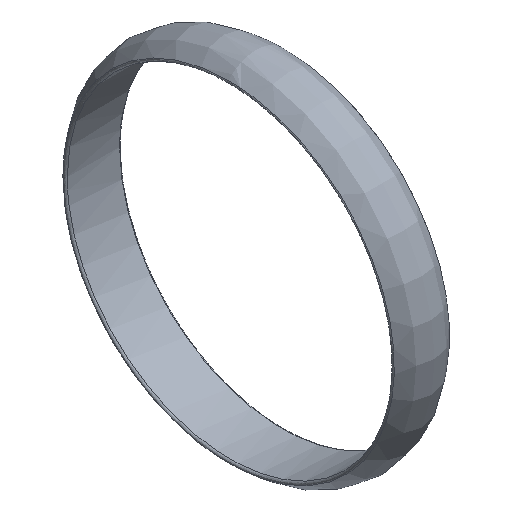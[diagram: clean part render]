
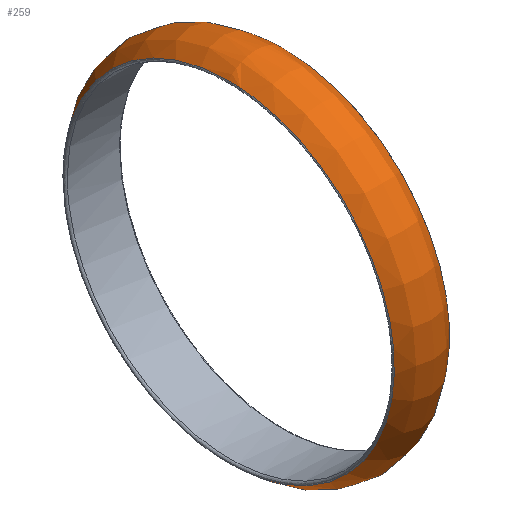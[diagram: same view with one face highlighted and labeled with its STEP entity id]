
A CAD part, isometric view. The second image highlights one B-rep face of the part: STEP entity #259.
In plain terms, the highlighted free-form (B-spline) face has degree [2, 2] with [5, 9] control points.
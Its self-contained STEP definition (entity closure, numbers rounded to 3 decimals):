
#21 = EDGE_CURVE('',#22,#24,#26,.T.);
#22 = VERTEX_POINT('',#23);
#23 = CARTESIAN_POINT('',(-1.306,7.854,
    0.));
#24 = VERTEX_POINT('',#25);
#25 = CARTESIAN_POINT('',(-1.306,0.,7.854));
#26 = ( BOUNDED_CURVE() B_SPLINE_CURVE(2,(#27,#28,#29,#30,#31,#32,#33),
.UNSPECIFIED.,.F.,.F.) B_SPLINE_CURVE_WITH_KNOTS((3,2,2,3),(
    -3.142,-1.571,0.,1.571),
.UNSPECIFIED.) CURVE() GEOMETRIC_REPRESENTATION_ITEM() 
RATIONAL_B_SPLINE_CURVE((1.,0.707,1.,0.707,1.,
0.707,1.)) REPRESENTATION_ITEM('') );
#27 = CARTESIAN_POINT('',(-1.306,7.854,
    0.));
#28 = CARTESIAN_POINT('',(-1.306,7.854,-7.854));
#29 = CARTESIAN_POINT('',(-1.306,0.,
    -7.854));
#30 = CARTESIAN_POINT('',(-1.306,-7.854,-7.854));
#31 = CARTESIAN_POINT('',(-1.306,-7.854,
    0.));
#32 = CARTESIAN_POINT('',(-1.306,-7.854,7.854));
#33 = CARTESIAN_POINT('',(-1.306,0.,
    7.854));
#70 = EDGE_CURVE('',#24,#22,#71,.T.);
#71 = ( BOUNDED_CURVE() B_SPLINE_CURVE(2,(#72,#73,#74),.UNSPECIFIED.,.F.
,.F.) B_SPLINE_CURVE_WITH_KNOTS((3,3),(1.571,3.142),
.PIECEWISE_BEZIER_KNOTS.) CURVE() GEOMETRIC_REPRESENTATION_ITEM() 
RATIONAL_B_SPLINE_CURVE((1.,0.707,1.)) REPRESENTATION_ITEM('') 
  );
#72 = CARTESIAN_POINT('',(-1.306,0.,
    7.854));
#73 = CARTESIAN_POINT('',(-1.306,7.854,7.854));
#74 = CARTESIAN_POINT('',(-1.306,7.854,
    0.));
#185 = VERTEX_POINT('',#186);
#186 = CARTESIAN_POINT('',(1.306,0.,7.854));
#194 = EDGE_CURVE('',#185,#195,#197,.T.);
#195 = VERTEX_POINT('',#196);
#196 = CARTESIAN_POINT('',(1.306,7.854,
    0.));
#197 = ( BOUNDED_CURVE() B_SPLINE_CURVE(2,(#198,#199,#200,#201,#202,#203
,#204),.UNSPECIFIED.,.F.,.F.) B_SPLINE_CURVE_WITH_KNOTS((3,2,2,3),(
    -1.571,0.,1.571,3.142),
.UNSPECIFIED.) CURVE() GEOMETRIC_REPRESENTATION_ITEM() 
RATIONAL_B_SPLINE_CURVE((1.,0.707,1.,0.707,1.,
0.707,1.)) REPRESENTATION_ITEM('') );
#198 = CARTESIAN_POINT('',(1.306,0.,
    7.854));
#199 = CARTESIAN_POINT('',(1.306,-7.854,7.854));
#200 = CARTESIAN_POINT('',(1.306,-7.854,
    0.));
#201 = CARTESIAN_POINT('',(1.306,-7.854,-7.854));
#202 = CARTESIAN_POINT('',(1.306,0.,
    -7.854));
#203 = CARTESIAN_POINT('',(1.306,7.854,-7.854));
#204 = CARTESIAN_POINT('',(1.306,7.854,
    0.));
#206 = EDGE_CURVE('',#195,#185,#207,.T.);
#207 = ( BOUNDED_CURVE() B_SPLINE_CURVE(2,(#208,#209,#210),
.UNSPECIFIED.,.F.,.F.) B_SPLINE_CURVE_WITH_KNOTS((3,3),(-3.142,
-1.571),.PIECEWISE_BEZIER_KNOTS.) CURVE() 
GEOMETRIC_REPRESENTATION_ITEM() RATIONAL_B_SPLINE_CURVE((1.,
0.707,1.)) REPRESENTATION_ITEM('') );
#208 = CARTESIAN_POINT('',(1.306,7.854,
    0.));
#209 = CARTESIAN_POINT('',(1.306,7.854,7.854));
#210 = CARTESIAN_POINT('',(1.306,0.,
    7.854));
#259 = ADVANCED_FACE('',(#260),#275,.T.);
#260 = FACE_BOUND('',#261,.T.);
#261 = EDGE_LOOP('',(#262,#263,#264,#272,#273,#274));
#262 = ORIENTED_EDGE('',*,*,#206,.F.);
#263 = ORIENTED_EDGE('',*,*,#194,.F.);
#264 = ORIENTED_EDGE('',*,*,#265,.T.);
#265 = EDGE_CURVE('',#185,#24,#266,.T.);
#266 = ( BOUNDED_CURVE() B_SPLINE_CURVE(2,(#267,#268,#269,#270,#271),
.UNSPECIFIED.,.F.,.F.) B_SPLINE_CURVE_WITH_KNOTS((3,2,3),(
-0.866,0.,0.866),.PIECEWISE_BEZIER_KNOTS.) CURVE() 
GEOMETRIC_REPRESENTATION_ITEM() RATIONAL_B_SPLINE_CURVE((1.,
0.908,1.,0.908,1.)) REPRESENTATION_ITEM('') );
#267 = CARTESIAN_POINT('',(1.306,0.,7.854));
#268 = CARTESIAN_POINT('',(0.793,0.,8.458));
#269 = CARTESIAN_POINT('',(0.,0.,8.458));
#270 = CARTESIAN_POINT('',(-0.793,0.,8.458));
#271 = CARTESIAN_POINT('',(-1.306,0.,7.854));
#272 = ORIENTED_EDGE('',*,*,#21,.F.);
#273 = ORIENTED_EDGE('',*,*,#70,.F.);
#274 = ORIENTED_EDGE('',*,*,#265,.F.);
#275 = ( BOUNDED_SURFACE() B_SPLINE_SURFACE(2,2,(
    (#276,#277,#278,#279,#280,#281,#282,#283,#284)
    ,(#285,#286,#287,#288,#289,#290,#291,#292,#293)
    ,(#294,#295,#296,#297,#298,#299,#300,#301,#302)
    ,(#303,#304,#305,#306,#307,#308,#309,#310,#311)
    ,(#312,#313,#314,#315,#316,#317,#318,#319,#320
)),.UNSPECIFIED.,.F.,.T.,.F.) B_SPLINE_SURFACE_WITH_KNOTS((3,2,3),(1,2,2
    ,2,2,2,1),(-0.866,0.,0.866),(-4.712,
    -3.142,-1.571,0.,1.571,3.142,
4.712),.UNSPECIFIED.) GEOMETRIC_REPRESENTATION_ITEM() 
RATIONAL_B_SPLINE_SURFACE((
    (1.,0.707,1.,0.707,1.,0.707,1.
      ,0.707,1.)
    ,(0.908,0.642,0.908,0.642
      ,0.908,0.642,0.908,0.642
      ,0.908)
    ,(1.,0.707,1.,0.707,1.,0.707,1.
      ,0.707,1.)
    ,(0.908,0.642,0.908,0.642
      ,0.908,0.642,0.908,0.642
      ,0.908)
    ,(1.,0.707,1.,0.707,1.,0.707,1.
,0.707,1.))) REPRESENTATION_ITEM('') SURFACE() );
#276 = CARTESIAN_POINT('',(1.306,0.,7.854));
#277 = CARTESIAN_POINT('',(1.306,-7.854,7.854));
#278 = CARTESIAN_POINT('',(1.306,-7.854,0.));
#279 = CARTESIAN_POINT('',(1.306,-7.854,-7.854));
#280 = CARTESIAN_POINT('',(1.306,0.,-7.854));
#281 = CARTESIAN_POINT('',(1.306,7.854,-7.854));
#282 = CARTESIAN_POINT('',(1.306,7.854,0.));
#283 = CARTESIAN_POINT('',(1.306,7.854,7.854));
#284 = CARTESIAN_POINT('',(1.306,0.,7.854));
#285 = CARTESIAN_POINT('',(0.793,0.,8.458));
#286 = CARTESIAN_POINT('',(0.793,-8.458,8.458
    ));
#287 = CARTESIAN_POINT('',(0.793,-8.458,0.));
#288 = CARTESIAN_POINT('',(0.793,-8.458,
    -8.458));
#289 = CARTESIAN_POINT('',(0.793,0.,-8.458));
#290 = CARTESIAN_POINT('',(0.793,8.458,-8.458
    ));
#291 = CARTESIAN_POINT('',(0.793,8.458,0.));
#292 = CARTESIAN_POINT('',(0.793,8.458,8.458)
  );
#293 = CARTESIAN_POINT('',(0.793,0.,8.458));
#294 = CARTESIAN_POINT('',(0.,0.,8.458));
#295 = CARTESIAN_POINT('',(0.,-8.458,8.458));
#296 = CARTESIAN_POINT('',(0.,-8.458,0.));
#297 = CARTESIAN_POINT('',(0.,-8.458,-8.458));
#298 = CARTESIAN_POINT('',(0.,0.,-8.458));
#299 = CARTESIAN_POINT('',(0.,8.458,-8.458));
#300 = CARTESIAN_POINT('',(0.,8.458,0.));
#301 = CARTESIAN_POINT('',(0.,8.458,8.458));
#302 = CARTESIAN_POINT('',(0.,0.,8.458));
#303 = CARTESIAN_POINT('',(-0.793,0.,8.458));
#304 = CARTESIAN_POINT('',(-0.793,-8.458,
    8.458));
#305 = CARTESIAN_POINT('',(-0.793,-8.458,0.));
#306 = CARTESIAN_POINT('',(-0.793,-8.458,
    -8.458));
#307 = CARTESIAN_POINT('',(-0.793,0.,-8.458));
#308 = CARTESIAN_POINT('',(-0.793,8.458,
    -8.458));
#309 = CARTESIAN_POINT('',(-0.793,8.458,0.));
#310 = CARTESIAN_POINT('',(-0.793,8.458,8.458
    ));
#311 = CARTESIAN_POINT('',(-0.793,0.,8.458));
#312 = CARTESIAN_POINT('',(-1.306,0.,7.854));
#313 = CARTESIAN_POINT('',(-1.306,-7.854,7.854));
#314 = CARTESIAN_POINT('',(-1.306,-7.854,0.));
#315 = CARTESIAN_POINT('',(-1.306,-7.854,-7.854)
  );
#316 = CARTESIAN_POINT('',(-1.306,0.,-7.854));
#317 = CARTESIAN_POINT('',(-1.306,7.854,-7.854));
#318 = CARTESIAN_POINT('',(-1.306,7.854,0.));
#319 = CARTESIAN_POINT('',(-1.306,7.854,7.854));
#320 = CARTESIAN_POINT('',(-1.306,0.,7.854));
